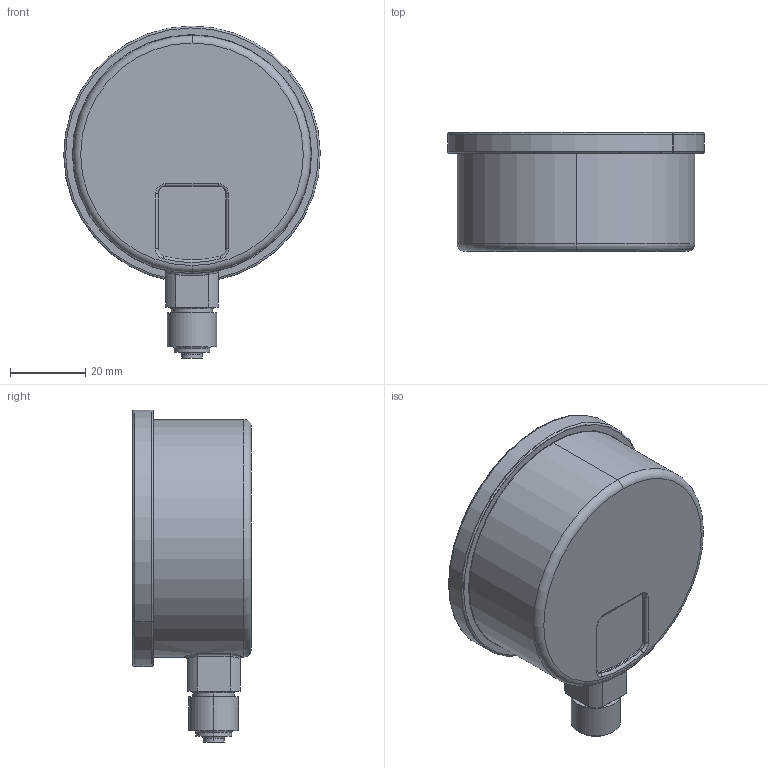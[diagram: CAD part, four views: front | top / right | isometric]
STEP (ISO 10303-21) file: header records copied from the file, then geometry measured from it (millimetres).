
FILE_DESCRIPTION (( 'STEP AP214' ), '1' );
FILE_NAME ('MM06_G1-4_Radial_63mm_0-16bar.STEP', '2022-06-20T12:20:12', ( '' ), ( '' ), 'SwSTEP 2.0', 'SolidWorks 2021', '' );
FILE_SCHEMA (( 'AUTOMOTIVE_DESIGN' ));
Length unit declared in the file: millimetre
Products named in the file (8): pan head cross recess screw_din_DIN EN ISO 7045 - M2.5 x 8 - Z - 8N; MM06_G1-4_Radial_Glas; MM06_G1-4_Radial_Zeiger; MM06_G1-4_Radial_Deckel Gehäuse; MM06_G1-4_Radial_Gehäuse; MM06_G1-4_Radial_Skala; MM07_G 1-2 zoll_Radial_Zeigerbefestiger; MM06_G1-4_Radial_63mm_0-16bar
Assembly tree (8 placements, depth 2):
  MM06_G1-4_Radial_63mm_0-16bar
    MM06_G1-4_Radial_Gehäuse
    MM06_G1-4_Radial_Deckel Gehäuse
    MM06_G1-4_Radial_Glas
    MM06_G1-4_Radial_Skala
    MM06_G1-4_Radial_Zeiger
    MM07_G 1-2 zoll_Radial_Zeigerbefestiger
    pan head cross recess screw_din_DIN EN ISO 7045 - M2.5 x 8 - Z - 8N  x2
Bounding box: 68 x 31.5 x 88 mm (x, y, z)
Volume: 31969.2 mm3; surface area: 38690.6 mm2
Topology: 8 solids, 8 shells, 721 faces, 1821 edges, 1181 vertices
Faces by surface type: plane 420, cylinder 112, bspline 107, torus 52, cone 24, sphere 6
Entity records: 29937 total; most frequent: CARTESIAN_POINT 8367, ORIENTED_EDGE 3426, DIRECTION 2986, EDGE_CURVE 1713, VERTEX_POINT 1119, VECTOR 1118, LINE 1118, AXIS2_PLACEMENT_3D 934
